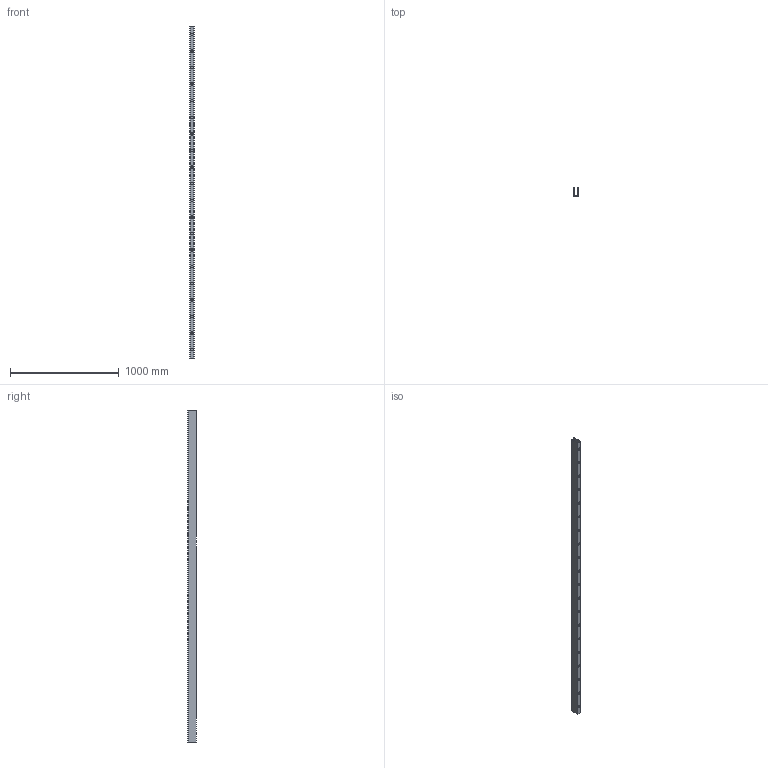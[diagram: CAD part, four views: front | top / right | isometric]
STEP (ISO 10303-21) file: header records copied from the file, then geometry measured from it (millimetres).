
FILE_DESCRIPTION(('TurboCAD Mac Pro'),'Build 980');
FILE_NAME('P5000KO.stp',' ',(''),(''),'ACIS Interop','IMSI','TurboCAD Mac Pro BY IMSI, INCORPORATED');
FILE_SCHEMA(('automotive_design'));
Length unit declared in the file: inch
Products named in the file (1): 1
Bounding box: 41.27 x 82.55 x 3048 mm (x, y, z)
Volume: 1758201.5 mm3; surface area: 1336143.8 mm2
Topology: 1 solids, 1 shells, 232 faces, 570 edges, 380 vertices
Faces by surface type: bspline 176, plane 56
Entity records: 12480 total; most frequent: CARTESIAN_POINT 3471, ORIENTED_EDGE 1140, STYLED_ITEM 803, PRESENTATION_STYLE_ASSIGNMENT 803, COLOUR_RGB 803, EDGE_CURVE 570, CURVE_STYLE 570, DRAUGHTING_PRE_DEFINED_CURVE_FONT 570
